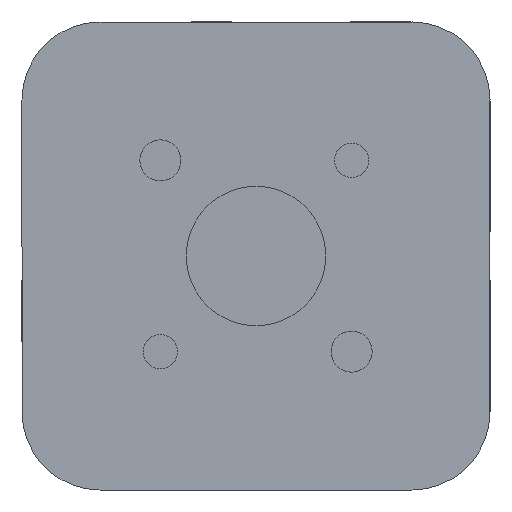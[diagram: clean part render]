
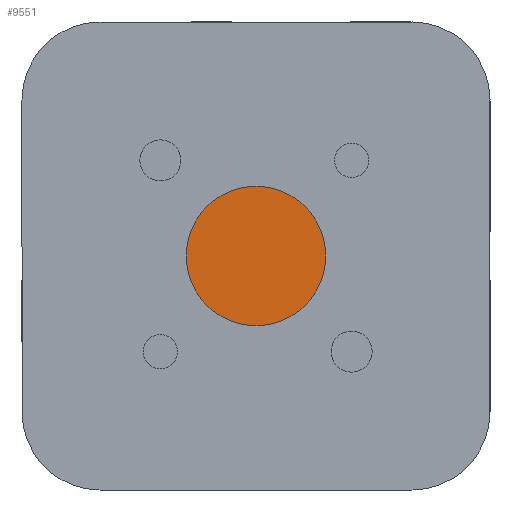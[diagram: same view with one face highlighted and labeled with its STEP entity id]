
A CAD part, left-side view. The second image highlights one B-rep face of the part: STEP entity #9551.
In plain terms, the highlighted planar face has unit normal (-1, 0, 0).
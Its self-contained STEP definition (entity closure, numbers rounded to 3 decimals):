
#78 = EDGE_LOOP ( 'NONE', ( #502, #503 ) ) ;
#502 = ORIENTED_EDGE ( 'NONE', *, *, #6748, .T. ) ;
#503 = ORIENTED_EDGE ( 'NONE', *, *, #6717, .T. ) ;
#892 = FACE_OUTER_BOUND ( 'NONE', #78, .T. ) ;
#1495 = AXIS2_PLACEMENT_3D ( 'NONE', #5655, #5745, #5746 ) ;
#2158 = CARTESIAN_POINT ( 'NONE',  ( -21.321, 0., 8.5 ) ) ;
#2297 = CARTESIAN_POINT ( 'NONE',  ( -21.321, 0., -8.5 ) ) ;
#3202 = CIRCLE ( 'NONE', #7245, 8.5 ) ;
#3248 = CIRCLE ( 'NONE', #7273, 8.5 ) ;
#3980 = CARTESIAN_POINT ( 'NONE',  ( -21.321, 0., 0. ) ) ;
#3981 = DIRECTION ( 'NONE',  ( -1., 0., 0. ) ) ;
#3982 = DIRECTION ( 'NONE',  ( 0., 0., 1. ) ) ;
#4053 = CARTESIAN_POINT ( 'NONE',  ( -21.321, 0., 0. ) ) ;
#4060 = DIRECTION ( 'NONE',  ( -1., 0., 0. ) ) ;
#4061 = DIRECTION ( 'NONE',  ( 0., 0., 1. ) ) ;
#5652 = PLANE ( 'NONE',  #1495 ) ;
#5655 = CARTESIAN_POINT ( 'NONE',  ( -21.321, 8.5, 0. ) ) ;
#5745 = DIRECTION ( 'NONE',  ( 1., 0., 0. ) ) ;
#5746 = DIRECTION ( 'NONE',  ( 0., 0., -1. ) ) ;
#6717 = EDGE_CURVE ( 'NONE', #9989, #9851, #3202, .T. ) ;
#6748 = EDGE_CURVE ( 'NONE', #9851, #9989, #3248, .T. ) ;
#7245 = AXIS2_PLACEMENT_3D ( 'NONE', #3980, #3981, #3982 ) ;
#7273 = AXIS2_PLACEMENT_3D ( 'NONE', #4053, #4060, #4061 ) ;
#9551 = ADVANCED_FACE ( 'NONE', ( #892 ), #5652, .F. ) ;
#9851 = VERTEX_POINT ( 'NONE', #2158 ) ;
#9989 = VERTEX_POINT ( 'NONE', #2297 ) ;
